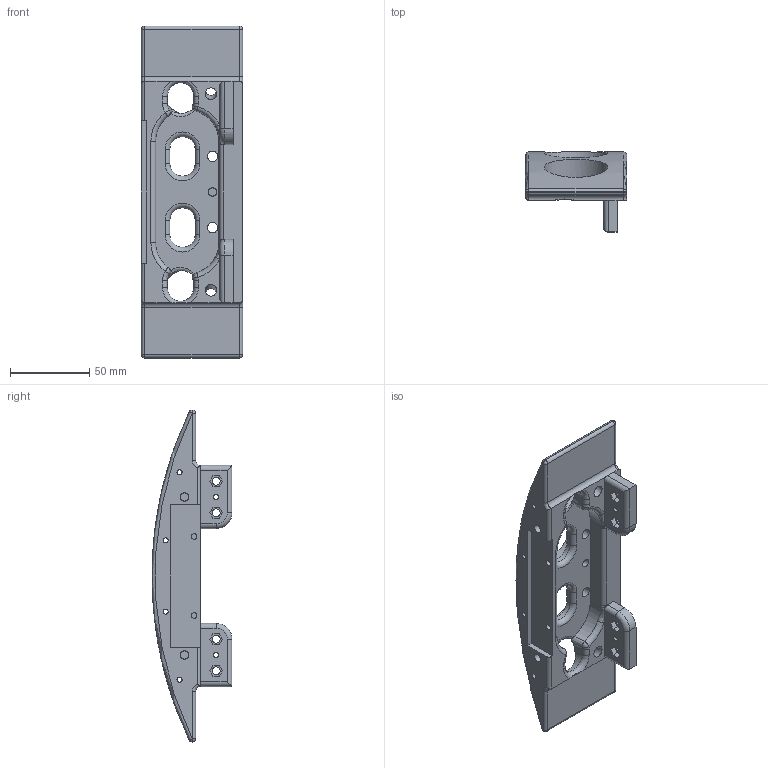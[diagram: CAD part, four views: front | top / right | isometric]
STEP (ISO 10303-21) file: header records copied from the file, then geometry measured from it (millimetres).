
FILE_DESCRIPTION (( 'STEP AP203' ), '1' );
FILE_NAME ('Sensorbox curved_15.STEP', '2024-10-04T10:33:13', ( '' ), ( '' ), 'SwSTEP 2.0', 'SolidWorks 2021', '' );
FILE_SCHEMA (( 'CONFIG_CONTROL_DESIGN' ));
Length unit declared in the file: millimetre
Products named in the file (1): Sensorbox curved_15
Bounding box: 64 x 50.57 x 210 mm (x, y, z)
Volume: 177667.9 mm3; surface area: 49657.4 mm2
Topology: 1 solids, 1 shells, 196 faces, 485 edges, 298 vertices
Faces by surface type: cylinder 76, plane 72, bspline 18, torus 16, sphere 12, cone 2
Full cylindrical faces by diameter (mm): 3.2 x10, 3.6 x2, 5 x4, 5.3 x3, 6.5 x2, 7.215 x2, 40.4 x4
Entity records: 7047 total; most frequent: CARTESIAN_POINT 2545, DIRECTION 906, ORIENTED_EDGE 880, EDGE_CURVE 440, AXIS2_PLACEMENT_3D 351, VERTEX_POINT 286, EDGE_LOOP 280, FACE_OUTER_BOUND 223
